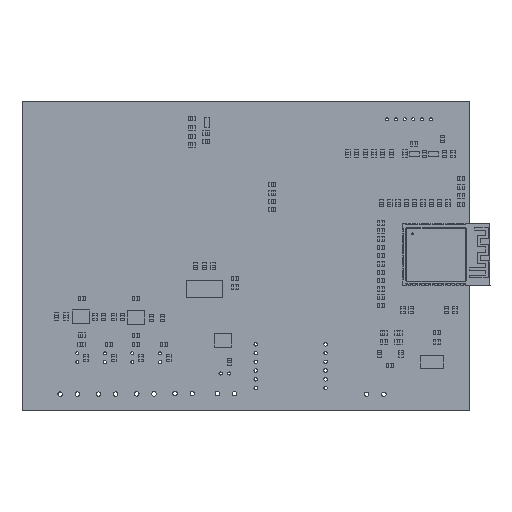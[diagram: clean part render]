
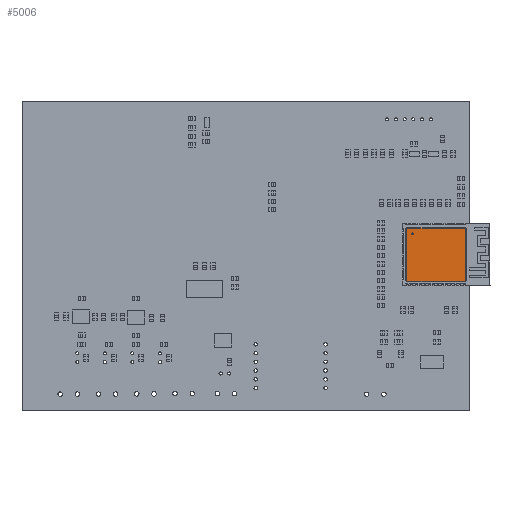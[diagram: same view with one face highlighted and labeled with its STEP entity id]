
A CAD part, top view. The second image highlights one B-rep face of the part: STEP entity #5006.
In plain terms, the highlighted face is planar.
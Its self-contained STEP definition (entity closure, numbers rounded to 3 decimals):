
#4327 = VERTEX_POINT('',#4328);
#4328 = CARTESIAN_POINT('',(-6.,3.25,10.));
#4334 = EDGE_CURVE('',#4335,#4327,#4337,.T.);
#4335 = VERTEX_POINT('',#4336);
#4336 = CARTESIAN_POINT('',(-6.,3.25,9.5));
#4337 = CIRCLE('',#4338,0.25);
#4338 = AXIS2_PLACEMENT_3D('',#4339,#4340,#4341);
#4339 = CARTESIAN_POINT('',(-6.,3.25,9.75));
#4340 = DIRECTION('',(0.,1.,0.));
#4341 = DIRECTION('',(0.,0.,1.));
#4377 = VERTEX_POINT('',#4378);
#4378 = CARTESIAN_POINT('',(7.749,3.25,11.429));
#4385 = EDGE_CURVE('',#4377,#4386,#4388,.T.);
#4386 = VERTEX_POINT('',#4387);
#4387 = CARTESIAN_POINT('',(7.729,3.25,11.429));
#4388 = LINE('',#4389,#4390);
#4389 = CARTESIAN_POINT('',(8.,3.25,11.429));
#4390 = VECTOR('',#4391,1.);
#4391 = DIRECTION('',(-1.,0.,0.));
#4498 = VERTEX_POINT('',#4499);
#4499 = CARTESIAN_POINT('',(7.729,3.25,-5.629));
#4505 = EDGE_CURVE('',#4498,#4506,#4508,.T.);
#4506 = VERTEX_POINT('',#4507);
#4507 = CARTESIAN_POINT('',(7.749,3.25,-5.629));
#4508 = LINE('',#4509,#4510);
#4509 = CARTESIAN_POINT('',(8.,3.25,-5.629));
#4510 = VECTOR('',#4511,1.);
#4511 = DIRECTION('',(1.,0.,0.));
#4547 = VERTEX_POINT('',#4548);
#4548 = CARTESIAN_POINT('',(7.729,3.25,-5.649));
#4555 = EDGE_CURVE('',#4547,#4498,#4556,.T.);
#4556 = LINE('',#4557,#4558);
#4557 = CARTESIAN_POINT('',(7.729,3.25,-5.629));
#4558 = VECTOR('',#4559,1.);
#4559 = DIRECTION('',(0.,0.,1.));
#4659 = VERTEX_POINT('',#4660);
#4660 = CARTESIAN_POINT('',(-7.529,3.25,-5.629));
#4666 = EDGE_CURVE('',#4659,#4667,#4669,.T.);
#4667 = VERTEX_POINT('',#4668);
#4668 = CARTESIAN_POINT('',(-7.529,3.25,-5.649));
#4669 = LINE('',#4670,#4671);
#4670 = CARTESIAN_POINT('',(-7.529,3.25,-5.629));
#4671 = VECTOR('',#4672,1.);
#4672 = DIRECTION('',(0.,0.,-1.));
#4708 = VERTEX_POINT('',#4709);
#4709 = CARTESIAN_POINT('',(-7.549,3.25,-5.629));
#4716 = EDGE_CURVE('',#4708,#4659,#4717,.T.);
#4717 = LINE('',#4718,#4719);
#4718 = CARTESIAN_POINT('',(-7.529,3.25,-5.629));
#4719 = VECTOR('',#4720,1.);
#4720 = DIRECTION('',(1.,0.,0.));
#4820 = VERTEX_POINT('',#4821);
#4821 = CARTESIAN_POINT('',(-7.529,3.25,11.429));
#4827 = EDGE_CURVE('',#4820,#4828,#4830,.T.);
#4828 = VERTEX_POINT('',#4829);
#4829 = CARTESIAN_POINT('',(-7.549,3.25,11.429));
#4830 = LINE('',#4831,#4832);
#4831 = CARTESIAN_POINT('',(-7.529,3.25,11.429));
#4832 = VECTOR('',#4833,1.);
#4833 = DIRECTION('',(-1.,0.,0.));
#4869 = VERTEX_POINT('',#4870);
#4870 = CARTESIAN_POINT('',(-7.529,3.25,11.449));
#4877 = EDGE_CURVE('',#4869,#4820,#4878,.T.);
#4878 = LINE('',#4879,#4880);
#4879 = CARTESIAN_POINT('',(-7.529,3.25,11.7));
#4880 = VECTOR('',#4881,1.);
#4881 = DIRECTION('',(0.,0.,-1.));
#4979 = EDGE_CURVE('',#4386,#4980,#4982,.T.);
#4980 = VERTEX_POINT('',#4981);
#4981 = CARTESIAN_POINT('',(7.729,3.25,11.449));
#4982 = LINE('',#4983,#4984);
#4983 = CARTESIAN_POINT('',(7.729,3.25,11.7));
#4984 = VECTOR('',#4985,1.);
#4985 = DIRECTION('',(0.,0.,1.));
#5006 = ADVANCED_FACE('',(#5007,#5017),#5051,.F.);
#5007 = FACE_BOUND('',#5008,.T.);
#5008 = EDGE_LOOP('',(#5009,#5016));
#5009 = ORIENTED_EDGE('',*,*,#5010,.F.);
#5010 = EDGE_CURVE('',#4327,#4335,#5011,.T.);
#5011 = CIRCLE('',#5012,0.25);
#5012 = AXIS2_PLACEMENT_3D('',#5013,#5014,#5015);
#5013 = CARTESIAN_POINT('',(-6.,3.25,9.75));
#5014 = DIRECTION('',(0.,1.,0.));
#5015 = DIRECTION('',(0.,0.,1.));
#5016 = ORIENTED_EDGE('',*,*,#4334,.F.);
#5017 = FACE_BOUND('',#5018,.T.);
#5018 = EDGE_LOOP('',(#5019,#5025,#5026,#5027,#5033,#5034,#5035,#5041,
    #5042,#5043,#5049,#5050));
#5019 = ORIENTED_EDGE('',*,*,#5020,.T.);
#5020 = EDGE_CURVE('',#4547,#4667,#5021,.T.);
#5021 = LINE('',#5022,#5023);
#5022 = CARTESIAN_POINT('',(0.,3.25,-5.649));
#5023 = VECTOR('',#5024,1.);
#5024 = DIRECTION('',(-1.,0.,0.));
#5025 = ORIENTED_EDGE('',*,*,#4666,.F.);
#5026 = ORIENTED_EDGE('',*,*,#4716,.F.);
#5027 = ORIENTED_EDGE('',*,*,#5028,.T.);
#5028 = EDGE_CURVE('',#4708,#4828,#5029,.T.);
#5029 = LINE('',#5030,#5031);
#5030 = CARTESIAN_POINT('',(-7.549,3.25,0.));
#5031 = VECTOR('',#5032,1.);
#5032 = DIRECTION('',(0.,0.,1.));
#5033 = ORIENTED_EDGE('',*,*,#4827,.F.);
#5034 = ORIENTED_EDGE('',*,*,#4877,.F.);
#5035 = ORIENTED_EDGE('',*,*,#5036,.T.);
#5036 = EDGE_CURVE('',#4869,#4980,#5037,.T.);
#5037 = LINE('',#5038,#5039);
#5038 = CARTESIAN_POINT('',(0.,3.25,11.449));
#5039 = VECTOR('',#5040,1.);
#5040 = DIRECTION('',(1.,0.,0.));
#5041 = ORIENTED_EDGE('',*,*,#4979,.F.);
#5042 = ORIENTED_EDGE('',*,*,#4385,.F.);
#5043 = ORIENTED_EDGE('',*,*,#5044,.T.);
#5044 = EDGE_CURVE('',#4377,#4506,#5045,.T.);
#5045 = LINE('',#5046,#5047);
#5046 = CARTESIAN_POINT('',(7.749,3.25,0.));
#5047 = VECTOR('',#5048,1.);
#5048 = DIRECTION('',(0.,0.,-1.));
#5049 = ORIENTED_EDGE('',*,*,#4505,.F.);
#5050 = ORIENTED_EDGE('',*,*,#4555,.F.);
#5051 = PLANE('',#5052);
#5052 = AXIS2_PLACEMENT_3D('',#5053,#5054,#5055);
#5053 = CARTESIAN_POINT('',(0.,3.25,0.));
#5054 = DIRECTION('',(0.,-1.,0.));
#5055 = DIRECTION('',(0.,0.,-1.));
